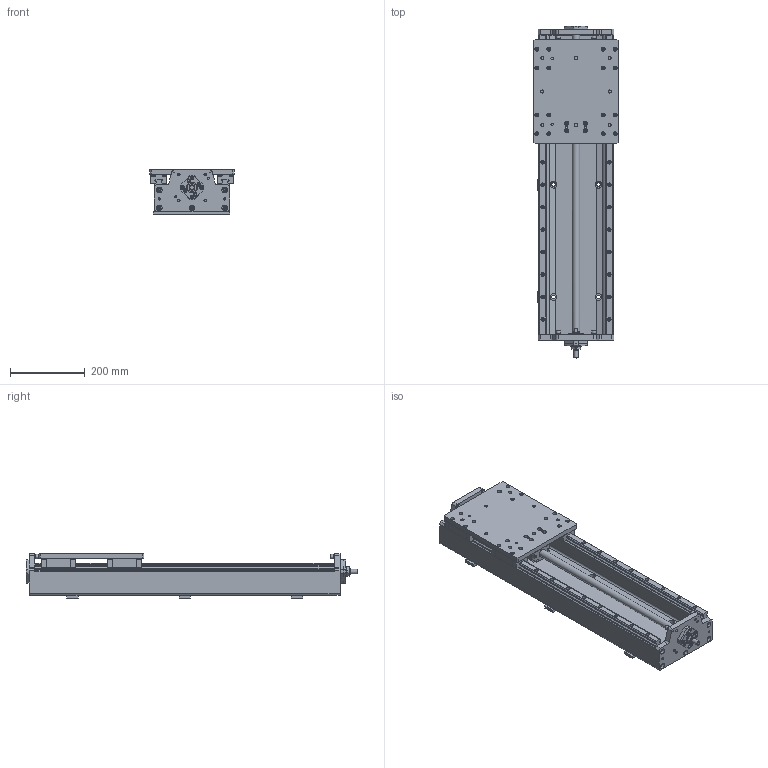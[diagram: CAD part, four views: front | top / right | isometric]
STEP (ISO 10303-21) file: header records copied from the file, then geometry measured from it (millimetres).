
FILE_DESCRIPTION((''),'2;1');
FILE_NAME('KK-HD-225-20-20XX-0800.stp','2009-03-21T11:47:59',('kurt'),(''),'Autodesk Inventor 2008','Autodesk Inventor 2008','');
FILE_SCHEMA(('AUTOMOTIVE_DESIGN { 1 0 10303 214 1 1 1 1 }'));
Length unit declared in the file: millimetre
Products named in the file (1): Part306
Bounding box: 225 x 887 x 120 mm (x, y, z)
Volume: 7881554.6 mm3; surface area: 980499.8 mm2
Topology: 1 solids, 21 shells, 2386 faces, 6299 edges, 4150 vertices
Faces by surface type: plane 1565, cylinder 447, bspline 247, cone 111, torus 16
Full cylindrical faces by diameter (mm): 2.459 x4, 3 x5, 3.5 x4, 4.134 x34, 4.917 x10, 5 x16, 5.5 x28, 6 x40, 6.6 x14, 6.647 x10, 7.5 x4, 8.376 x8, 9 x10, 9.5 x38, 10 x16, 10.106 x6, 11 x12, 12 x1, 14.3 x1, 15 x14, 18 x7, 20 x2, 20.44 x4, 20.5 x1, 20.733 x2, 21 x1, 26.56 x4, 28 x2, 30.8 x2, 32 x1
Entity records: 78043 total; most frequent: CARTESIAN_POINT 19343, ORIENTED_EDGE 11572, DIRECTION 10608, EDGE_CURVE 5786, VECTOR 4196, LINE 4196, VERTEX_POINT 4040, AXIS2_PLACEMENT_3D 3206
